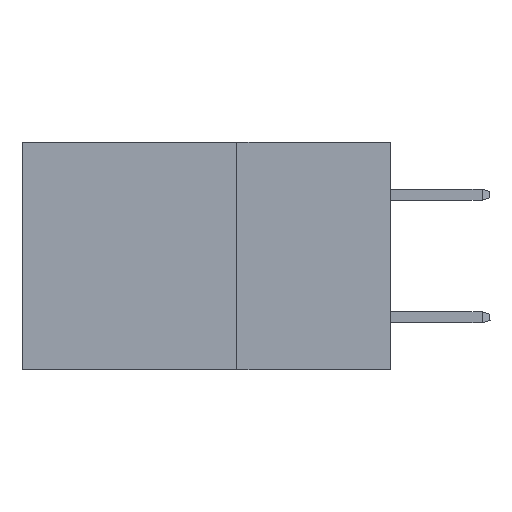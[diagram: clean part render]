
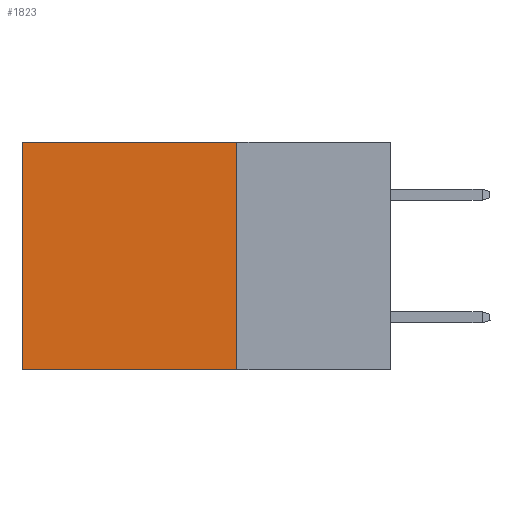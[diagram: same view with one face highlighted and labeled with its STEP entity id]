
A CAD part, left-side view. The second image highlights one B-rep face of the part: STEP entity #1823.
In plain terms, the highlighted planar face has unit normal (-1, 0, 0).
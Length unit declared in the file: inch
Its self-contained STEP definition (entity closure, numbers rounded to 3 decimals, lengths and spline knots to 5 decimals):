
#718 = DIRECTION ( 'NONE',  ( 0., 0., -1. ) ) ;
#1823 = ADVANCED_FACE ( 'NONE', ( #5856 ), #21127, .F. ) ;
#3276 = LINE ( 'NONE', #3304, #12849 ) ;
#3304 = CARTESIAN_POINT ( 'NONE',  ( 0.2875, 0.25, 0. ) ) ;
#4291 = ORIENTED_EDGE ( 'NONE', *, *, #11507, .F. ) ;
#4325 = VECTOR ( 'NONE', #24138, 39.37008 ) ;
#4577 = CARTESIAN_POINT ( 'NONE',  ( 0.2875, 0.6, -0.37 ) ) ;
#5193 = VECTOR ( 'NONE', #718, 39.37008 ) ;
#5406 = EDGE_CURVE ( 'NONE', #10684, #6025, #3276, .T. ) ;
#5457 = ORIENTED_EDGE ( 'NONE', *, *, #19110, .F. ) ;
#5681 = CARTESIAN_POINT ( 'NONE',  ( 0.2875, 0.25, -0.37 ) ) ;
#5856 = FACE_OUTER_BOUND ( 'NONE', #21940, .T. ) ;
#6025 = VERTEX_POINT ( 'NONE', #6959 ) ;
#6959 = CARTESIAN_POINT ( 'NONE',  ( 0.2875, 0.6, 0. ) ) ;
#8738 = CARTESIAN_POINT ( 'NONE',  ( 0.2875, 0.25, 0. ) ) ;
#8996 = VERTEX_POINT ( 'NONE', #4577 ) ;
#10612 = LINE ( 'NONE', #8738, #5193 ) ;
#10684 = VERTEX_POINT ( 'NONE', #22070 ) ;
#10718 = AXIS2_PLACEMENT_3D ( 'NONE', #17293, #19341, #17391 ) ;
#10767 = VERTEX_POINT ( 'NONE', #5681 ) ;
#10889 = EDGE_CURVE ( 'NONE', #6025, #8996, #25449, .T. ) ;
#11507 = EDGE_CURVE ( 'NONE', #10767, #8996, #22255, .T. ) ;
#12849 = VECTOR ( 'NONE', #17629, 39.37008 ) ;
#17193 = ORIENTED_EDGE ( 'NONE', *, *, #5406, .T. ) ;
#17293 = CARTESIAN_POINT ( 'NONE',  ( 0.2875, 0.25, 0. ) ) ;
#17391 = DIRECTION ( 'NONE',  ( 0., 0., -1. ) ) ;
#17629 = DIRECTION ( 'NONE',  ( 0., 1., 0. ) ) ;
#18003 = ORIENTED_EDGE ( 'NONE', *, *, #10889, .T. ) ;
#18135 = VECTOR ( 'NONE', #24267, 39.37008 ) ;
#19110 = EDGE_CURVE ( 'NONE', #10684, #10767, #10612, .T. ) ;
#19341 = DIRECTION ( 'NONE',  ( 1., 0., 0. ) ) ;
#21127 = PLANE ( 'NONE',  #10718 ) ;
#21940 = EDGE_LOOP ( 'NONE', ( #18003, #4291, #5457, #17193 ) ) ;
#22070 = CARTESIAN_POINT ( 'NONE',  ( 0.2875, 0.25, 0. ) ) ;
#22255 = LINE ( 'NONE', #26007, #4325 ) ;
#24138 = DIRECTION ( 'NONE',  ( 0., 1., 0. ) ) ;
#24267 = DIRECTION ( 'NONE',  ( 0., 0., -1. ) ) ;
#25449 = LINE ( 'NONE', #26401, #18135 ) ;
#26007 = CARTESIAN_POINT ( 'NONE',  ( 0.2875, 0.25, -0.37 ) ) ;
#26401 = CARTESIAN_POINT ( 'NONE',  ( 0.2875, 0.6, 0. ) ) ;
